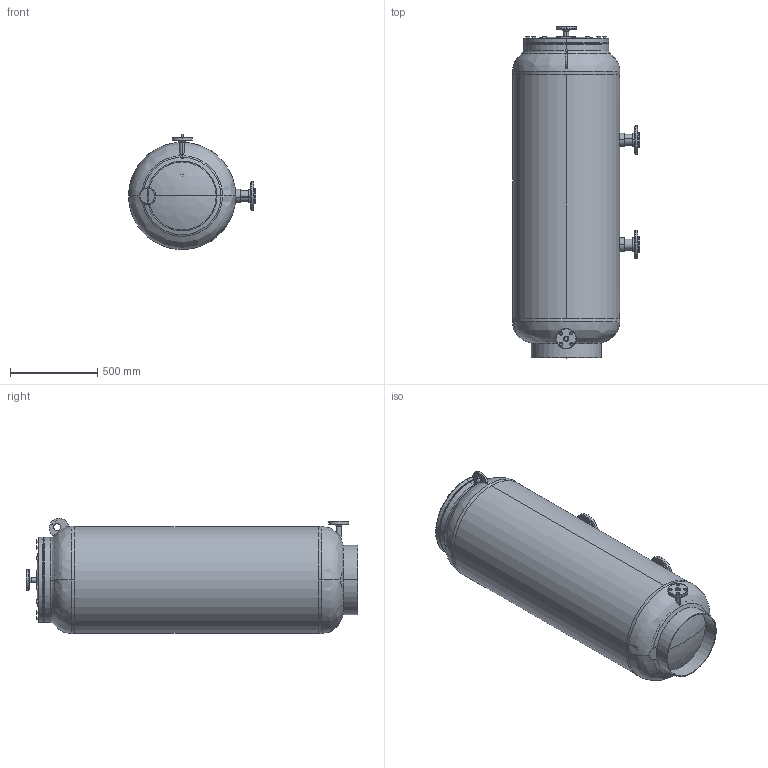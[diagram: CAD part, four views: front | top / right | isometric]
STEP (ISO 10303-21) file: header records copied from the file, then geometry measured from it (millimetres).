
FILE_DESCRIPTION (( 'STEP AP214' ), '1' );
FILE_NAME ('Adriatic S60C_sb1000.STEP', '2020-11-05T10:44:45', ( '' ), ( '' ), 'SwSTEP 2.0', 'SolidWorks 2019', '' );
FILE_SCHEMA (( 'AUTOMOTIVE_DESIGN' ));
Length unit declared in the file: millimetre
Products named in the file (1): Adriatic S60C_sb1000
Bounding box: 728 x 1902.55 x 660.53 mm (x, y, z)
Volume: 32244920 mm3; surface area: 8297606.2 mm2
Topology: 49 solids, 49 shells, 862 faces, 1984 edges, 1236 vertices
Faces by surface type: cylinder 321, plane 243, cone 212, bspline 86
Entity records: 45520 total; most frequent: CARTESIAN_POINT 16081, DIRECTION 4168, ORIENTED_EDGE 3888, EDGE_CURVE 1944, AXIS2_PLACEMENT_3D 1765, VERTEX_POINT 1236, EDGE_LOOP 1052, CIRCLE 988
